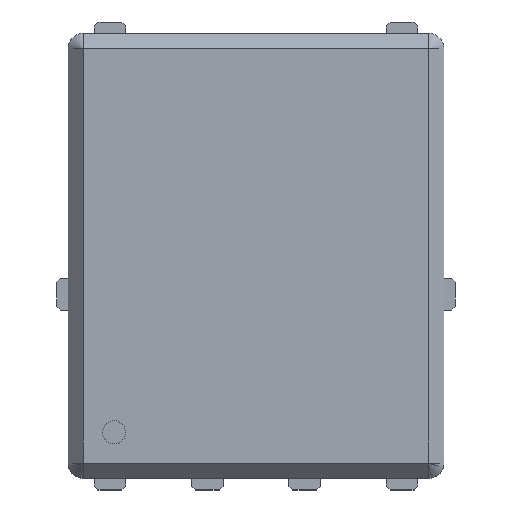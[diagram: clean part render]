
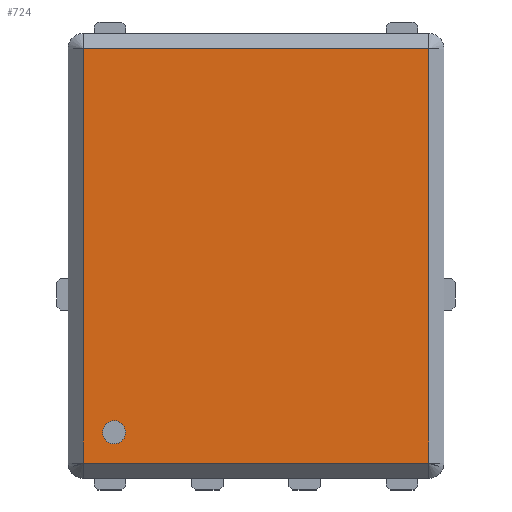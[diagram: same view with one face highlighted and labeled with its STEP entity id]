
A CAD part, top view. The second image highlights one B-rep face of the part: STEP entity #724.
In plain terms, the highlighted planar face has unit normal (0, 0, 1).
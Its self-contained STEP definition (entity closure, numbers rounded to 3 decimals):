
#24 = VERTEX_POINT('',#25);
#25 = CARTESIAN_POINT('',(-1.85,-2.15,1.));
#31 = EDGE_CURVE('',#32,#24,#34,.T.);
#32 = VERTEX_POINT('',#33);
#33 = CARTESIAN_POINT('',(-1.85,-2.45,1.));
#34 = CIRCLE('',#35,0.15);
#35 = AXIS2_PLACEMENT_3D('',#36,#37,#38);
#36 = CARTESIAN_POINT('',(-1.85,-2.3,1.));
#37 = DIRECTION('',(0.,0.,1.));
#38 = DIRECTION('',(0.,1.,0.));
#724 = ADVANCED_FACE('',(#725,#735),#769,.T.);
#725 = FACE_BOUND('',#726,.T.);
#726 = EDGE_LOOP('',(#727,#734));
#727 = ORIENTED_EDGE('',*,*,#728,.F.);
#728 = EDGE_CURVE('',#24,#32,#729,.T.);
#729 = CIRCLE('',#730,0.15);
#730 = AXIS2_PLACEMENT_3D('',#731,#732,#733);
#731 = CARTESIAN_POINT('',(-1.85,-2.3,1.));
#732 = DIRECTION('',(0.,0.,1.));
#733 = DIRECTION('',(0.,1.,0.));
#734 = ORIENTED_EDGE('',*,*,#31,.F.);
#735 = FACE_BOUND('',#736,.T.);
#736 = EDGE_LOOP('',(#737,#747,#755,#763));
#737 = ORIENTED_EDGE('',*,*,#738,.T.);
#738 = EDGE_CURVE('',#739,#741,#743,.T.);
#739 = VERTEX_POINT('',#740);
#740 = CARTESIAN_POINT('',(2.25,2.7,1.));
#741 = VERTEX_POINT('',#742);
#742 = CARTESIAN_POINT('',(-2.25,2.7,1.));
#743 = LINE('',#744,#745);
#744 = CARTESIAN_POINT('',(-2.25,2.7,1.));
#745 = VECTOR('',#746,1.);
#746 = DIRECTION('',(-1.,0.,0.));
#747 = ORIENTED_EDGE('',*,*,#748,.T.);
#748 = EDGE_CURVE('',#741,#749,#751,.T.);
#749 = VERTEX_POINT('',#750);
#750 = CARTESIAN_POINT('',(-2.25,-2.7,1.));
#751 = LINE('',#752,#753);
#752 = CARTESIAN_POINT('',(-2.25,-2.7,1.));
#753 = VECTOR('',#754,1.);
#754 = DIRECTION('',(0.,-1.,0.));
#755 = ORIENTED_EDGE('',*,*,#756,.T.);
#756 = EDGE_CURVE('',#749,#757,#759,.T.);
#757 = VERTEX_POINT('',#758);
#758 = CARTESIAN_POINT('',(2.25,-2.7,1.));
#759 = LINE('',#760,#761);
#760 = CARTESIAN_POINT('',(2.25,-2.7,1.));
#761 = VECTOR('',#762,1.);
#762 = DIRECTION('',(1.,0.,0.));
#763 = ORIENTED_EDGE('',*,*,#764,.T.);
#764 = EDGE_CURVE('',#757,#739,#765,.T.);
#765 = LINE('',#766,#767);
#766 = CARTESIAN_POINT('',(2.25,2.7,1.));
#767 = VECTOR('',#768,1.);
#768 = DIRECTION('',(0.,1.,0.));
#769 = PLANE('',#770);
#770 = AXIS2_PLACEMENT_3D('',#771,#772,#773);
#771 = CARTESIAN_POINT('',(0.,0.,1.));
#772 = DIRECTION('',(0.,0.,1.));
#773 = DIRECTION('',(0.,1.,0.));
